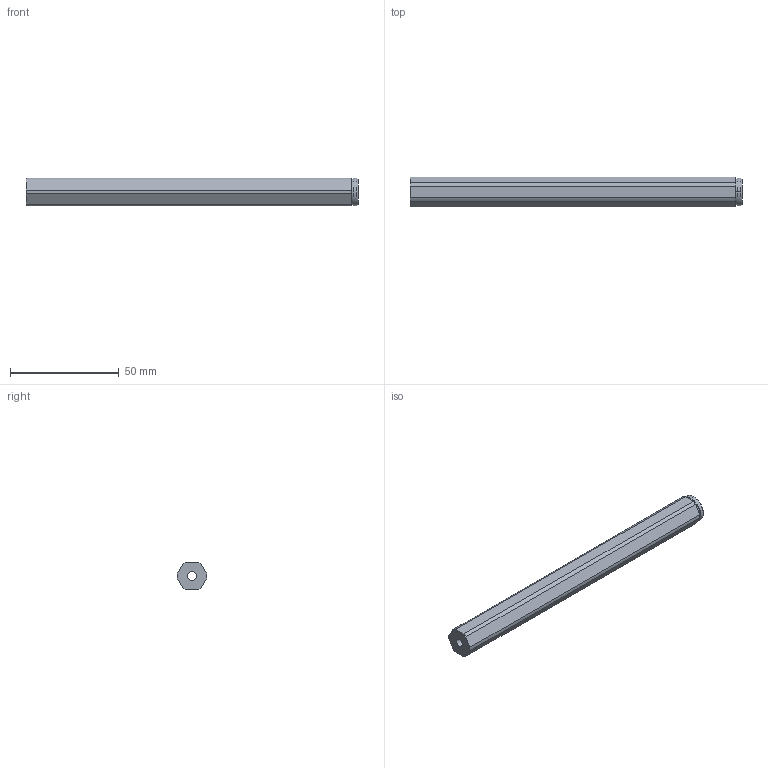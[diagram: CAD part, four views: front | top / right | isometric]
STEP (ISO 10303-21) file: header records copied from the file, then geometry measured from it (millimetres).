
FILE_DESCRIPTION (( 'STEP AP214' ), '1' );
FILE_NAME ('WCP-1368 Rev1.step', '2023-12-22T22:33:54', ( '' ), ( '' ), 'SwSTEP 2.0', 'SolidWorks 2022', '' );
FILE_SCHEMA (( 'AUTOMOTIVE_DESIGN' ));
Length unit declared in the file: inch
Products named in the file (1): WCP-1368 Rev1
Bounding box: 152.4 x 13.73 x 12.7 mm (x, y, z)
Volume: 18608.2 mm3; surface area: 8753.5 mm2
Topology: 1 solids, 1 shells, 28 faces, 66 edges, 42 vertices
Faces by surface type: cylinder 14, plane 10, cone 4
Entity records: 856 total; most frequent: DIRECTION 154, CARTESIAN_POINT 137, ORIENTED_EDGE 132, EDGE_CURVE 66, AXIS2_PLACEMENT_3D 59, VERTEX_POINT 42, VECTOR 36, LINE 36
